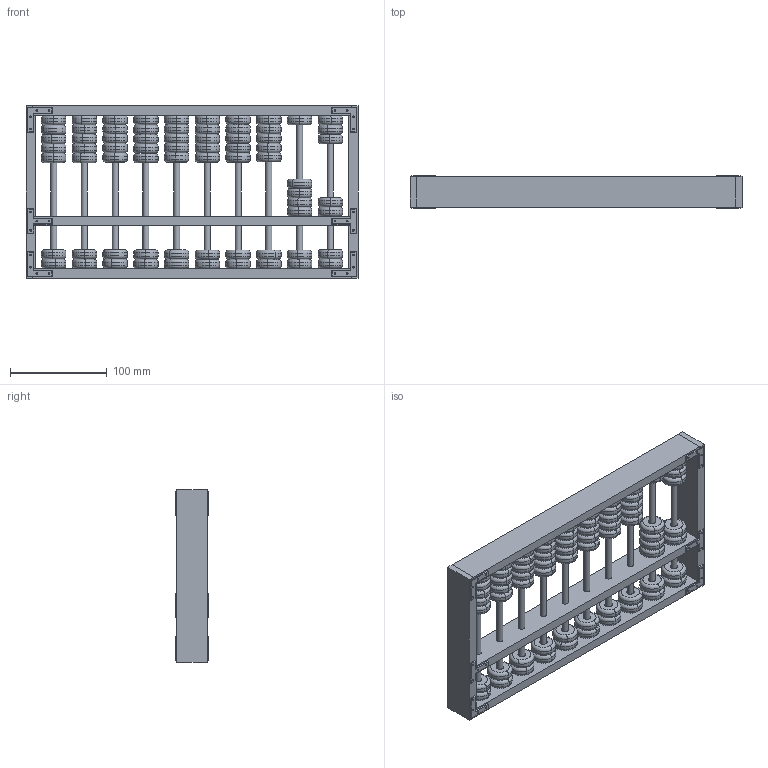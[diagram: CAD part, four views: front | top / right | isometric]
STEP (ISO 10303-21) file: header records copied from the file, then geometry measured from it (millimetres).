
FILE_DESCRIPTION (( 'STEP AP203' ), '1' );
FILE_NAME ('Abacus.STEP', '2011-06-10T18:19:16', ( '' ), ( '' ), 'SwSTEP 2.0', 'SolidWorks 2010', '' );
FILE_SCHEMA (( 'CONFIG_CONTROL_DESIGN' ));
Length unit declared in the file: inch
Products named in the file (9): AF_Side-Short; AF_Brace-Tee; Abacus; Bead; AF_Side-Long; AF_Brace-Corner; AF_Side-Long_MidRail; AbacusFrame; AF_Dowel
Assembly tree (98 placements, depth 3):
  Abacus
    AbacusFrame
      AF_Brace-Corner  x8
      AF_Brace-Tee  x4
      AF_Dowel  x10
      AF_Side-Short  x2
      AF_Side-Long_MidRail
      AF_Side-Long  x2
    Bead  x70
Bounding box: 342.9 x 33.85 x 177.8 mm (x, y, z)
Volume: 738959.4 mm3; surface area: 276320 mm2
Topology: 97 solids, 97 shells, 1510 faces, 3108 edges, 1820 vertices
Faces by surface type: torus 656, cylinder 360, plane 358, cone 136
Entity records: 8385 total; most frequent: DIRECTION 1056, CARTESIAN_POINT 846, ORIENTED_EDGE 712, AXIS2_PLACEMENT_3D 436, EDGE_CURVE 356, CALENDAR_DATE 241, LOCAL_TIME 241, DATE_AND_TIME 241
